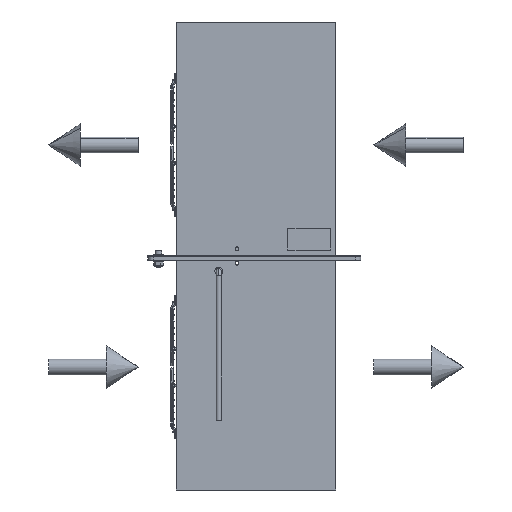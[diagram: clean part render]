
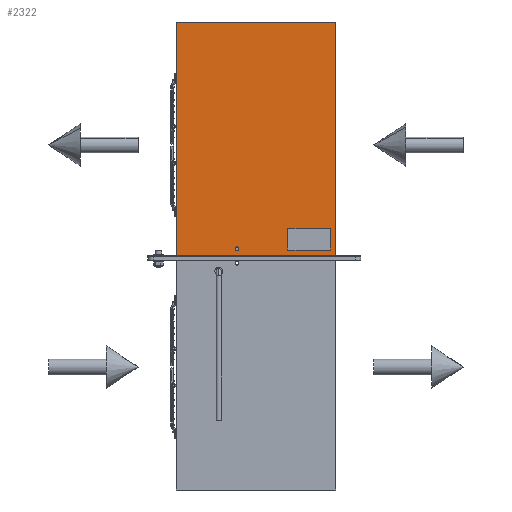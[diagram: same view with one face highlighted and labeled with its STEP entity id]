
A CAD part, left-side view. The second image highlights one B-rep face of the part: STEP entity #2322.
In plain terms, the highlighted planar face has unit normal (-1, 0, 0).
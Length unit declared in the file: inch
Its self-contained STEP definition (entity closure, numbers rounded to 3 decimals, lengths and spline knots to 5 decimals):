
#132 = CIRCLE ( 'NONE', #6713, 0.0885 ) ;
#139 = ORIENTED_EDGE ( 'NONE', *, *, #15565, .T. ) ;
#329 = CARTESIAN_POINT ( 'NONE',  ( -1.35964, 5.97085, 9.26639 ) ) ;
#1289 = VECTOR ( 'NONE', #7488, 39.37008 ) ;
#1433 = DIRECTION ( 'NONE',  ( 1., 0., 0. ) ) ;
#1644 = VERTEX_POINT ( 'NONE', #17263 ) ;
#1879 = DIRECTION ( 'NONE',  ( 0., 1., 0. ) ) ;
#2322 = ADVANCED_FACE ( 'NONE', ( #4155, #16947 ), #17589, .F. ) ;
#2731 = CARTESIAN_POINT ( 'NONE',  ( -1.35964, 1.32635, 8.95389 ) ) ;
#4155 = FACE_BOUND ( 'NONE', #15807, .T. ) ;
#4749 = CARTESIAN_POINT ( 'NONE',  ( -1.35964, 8.82635, 8.95389 ) ) ;
#5071 = EDGE_CURVE ( 'NONE', #17336, #12714, #132, .T. ) ;
#5931 = LINE ( 'NONE', #2731, #1289 ) ;
#6279 = AXIS2_PLACEMENT_3D ( 'NONE', #9387, #9720, #7664 ) ;
#6386 = ORIENTED_EDGE ( 'NONE', *, *, #7882, .T. ) ;
#6407 = VECTOR ( 'NONE', #11982, 39.37008 ) ;
#6473 = DIRECTION ( 'NONE',  ( 0., 0., -1. ) ) ;
#6696 = DIRECTION ( 'NONE',  ( 0., 1., 0. ) ) ;
#6713 = AXIS2_PLACEMENT_3D ( 'NONE', #8686, #1433, #13531 ) ;
#7488 = DIRECTION ( 'NONE',  ( 0., 1., 0. ) ) ;
#7664 = DIRECTION ( 'NONE',  ( 0., 1., 0. ) ) ;
#7882 = EDGE_CURVE ( 'NONE', #12522, #13749, #13888, .T. ) ;
#7928 = EDGE_LOOP ( 'NONE', ( #6386, #14768, #17536, #14071 ) ) ;
#8686 = CARTESIAN_POINT ( 'NONE',  ( -1.35964, 5.97085, 9.26639 ) ) ;
#9387 = CARTESIAN_POINT ( 'NONE',  ( -1.35964, 1.32635, 8.95389 ) ) ;
#9720 = DIRECTION ( 'NONE',  ( 1., 0., 0. ) ) ;
#10645 = VECTOR ( 'NONE', #6696, 39.37008 ) ;
#11311 = DIRECTION ( 'NONE',  ( 1., 0., 0. ) ) ;
#11392 = CIRCLE ( 'NONE', #13790, 0.0885 ) ;
#11952 = ORIENTED_EDGE ( 'NONE', *, *, #5071, .T. ) ;
#11982 = DIRECTION ( 'NONE',  ( 0., 0., -1. ) ) ;
#12522 = VERTEX_POINT ( 'NONE', #17595 ) ;
#12714 = VERTEX_POINT ( 'NONE', #16752 ) ;
#13372 = EDGE_CURVE ( 'NONE', #18106, #1644, #19209, .T. ) ;
#13531 = DIRECTION ( 'NONE',  ( 0., 1., 0. ) ) ;
#13749 = VERTEX_POINT ( 'NONE', #4749 ) ;
#13790 = AXIS2_PLACEMENT_3D ( 'NONE', #329, #11311, #1879 ) ;
#13888 = LINE ( 'NONE', #17720, #18211 ) ;
#14017 = CARTESIAN_POINT ( 'NONE',  ( -1.35964, 1.32635, 19.92264 ) ) ;
#14071 = ORIENTED_EDGE ( 'NONE', *, *, #15033, .T. ) ;
#14657 = CARTESIAN_POINT ( 'NONE',  ( -1.35964, 1.32635, 19.92264 ) ) ;
#14768 = ORIENTED_EDGE ( 'NONE', *, *, #19946, .F. ) ;
#15033 = EDGE_CURVE ( 'NONE', #18106, #12522, #18730, .T. ) ;
#15064 = CARTESIAN_POINT ( 'NONE',  ( -1.35964, 5.88235, 9.26639 ) ) ;
#15565 = EDGE_CURVE ( 'NONE', #12714, #17336, #11392, .T. ) ;
#15807 = EDGE_LOOP ( 'NONE', ( #139, #11952 ) ) ;
#16752 = CARTESIAN_POINT ( 'NONE',  ( -1.35964, 6.05935, 9.26639 ) ) ;
#16947 = FACE_OUTER_BOUND ( 'NONE', #7928, .T. ) ;
#17263 = CARTESIAN_POINT ( 'NONE',  ( -1.35964, 1.32635, 8.95389 ) ) ;
#17336 = VERTEX_POINT ( 'NONE', #15064 ) ;
#17536 = ORIENTED_EDGE ( 'NONE', *, *, #13372, .F. ) ;
#17589 = PLANE ( 'NONE',  #6279 ) ;
#17595 = CARTESIAN_POINT ( 'NONE',  ( -1.35964, 8.82635, 19.92264 ) ) ;
#17720 = CARTESIAN_POINT ( 'NONE',  ( -1.35964, 8.82635, 8.95389 ) ) ;
#18106 = VERTEX_POINT ( 'NONE', #14017 ) ;
#18211 = VECTOR ( 'NONE', #6473, 39.37008 ) ;
#18730 = LINE ( 'NONE', #14657, #10645 ) ;
#19209 = LINE ( 'NONE', #19991, #6407 ) ;
#19946 = EDGE_CURVE ( 'NONE', #1644, #13749, #5931, .T. ) ;
#19991 = CARTESIAN_POINT ( 'NONE',  ( -1.35964, 1.32635, 8.95389 ) ) ;
